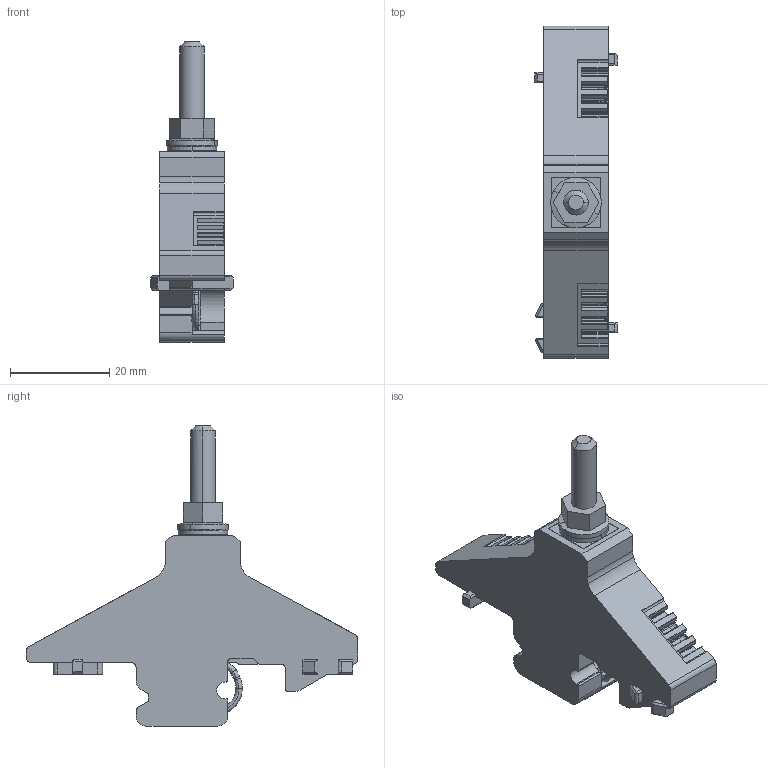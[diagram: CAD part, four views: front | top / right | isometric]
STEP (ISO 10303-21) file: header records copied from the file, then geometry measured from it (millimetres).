
FILE_DESCRIPTION(('CATIA V5R20 STEP214','CAx-IF Rec.Pracs.--- Model Styling and Organization---1.5--- 2016-08-15','CAx-IF Rec.Pracs.---Supplemental Geometry---1.0---2011-11-01','CAx-IF Rec.Pracs.--- Composite Materials ---1.1---2010-07-15'),'2;1');
FILE_NAME ('D1450973_1', '2025-05-15T09:19:01+00:00', ('Weidmueller Interface'), ('Weidmueller'), 'CATIA Version 5-6 Release 2022 SP4 HF5', 'CATIA V5 STEP AP214 v3', 'none');
FILE_SCHEMA(('AUTOMOTIVE_DESIGN { 1 0 10303 214 1 1 1 1 }'));
Length unit declared in the file: millimetre
Products named in the file (1): 1319040000
Bounding box: 16.6 x 67 x 60.55 mm (x, y, z)
Volume: 15784.3 mm3; surface area: 6725.1 mm2
Topology: 1 solids, 7 shells, 494 faces, 1395 edges, 921 vertices
Faces by surface type: plane 278, cylinder 180, torus 18, cone 12, extrusion 6
Entity records: 15787 total; most frequent: CARTESIAN_POINT 3165, ORIENTED_EDGE 2790, DIRECTION 2075, EDGE_CURVE 1395, VECTOR 959, LINE 953, VERTEX_POINT 921, AXIS2_PLACEMENT_3D 740
